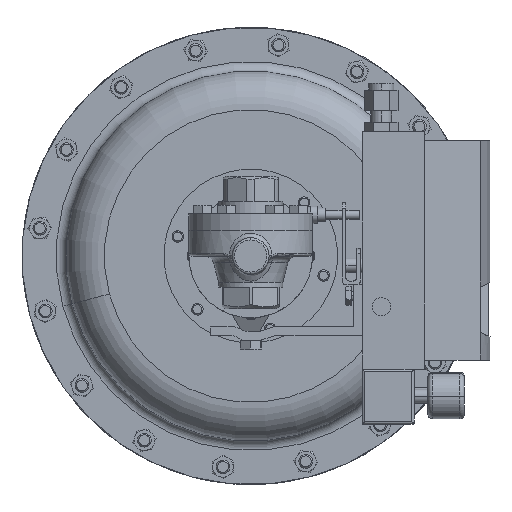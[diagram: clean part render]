
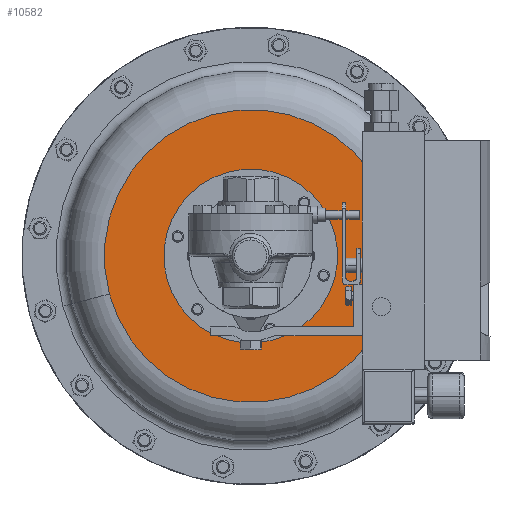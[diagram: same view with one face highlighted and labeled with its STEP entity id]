
A CAD part, front view. The second image highlights one B-rep face of the part: STEP entity #10582.
In plain terms, the highlighted planar face has unit normal (0, -1, 0).
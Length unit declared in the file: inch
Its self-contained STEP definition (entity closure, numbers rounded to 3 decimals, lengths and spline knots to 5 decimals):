
#921 = DIRECTION ( 'NONE',  ( -0.707, 0., 0.707 ) ) ;
#950 = DIRECTION ( 'NONE',  ( 0., 1., 0. ) ) ;
#998 = CARTESIAN_POINT ( 'NONE',  ( 1.54871, 8.96145, 3.65473 ) ) ;
#1467 = CARTESIAN_POINT ( 'NONE',  ( 1.54871, 8.96145, 3.65473 ) ) ;
#2927 = ORIENTED_EDGE ( 'NONE', *, *, #17929, .T. ) ;
#3191 = DIRECTION ( 'NONE',  ( -0.707, 0., 0.707 ) ) ;
#3942 = AXIS2_PLACEMENT_3D ( 'NONE', #26980, #30419, #30447 ) ;
#6205 = EDGE_LOOP ( 'NONE', ( #15374, #32007 ) ) ;
#7649 = AXIS2_PLACEMENT_3D ( 'NONE', #31917, #34670, #34878 ) ;
#8621 = EDGE_CURVE ( 'NONE', #33451, #16132, #21285, .T. ) ;
#10582 = ADVANCED_FACE ( 'NONE', ( #11904, #12720 ), #28423, .T. ) ;
#10696 = AXIS2_PLACEMENT_3D ( 'NONE', #998, #950, #921 ) ;
#11904 = FACE_OUTER_BOUND ( 'NONE', #6205, .T. ) ;
#12720 = FACE_BOUND ( 'NONE', #26963, .T. ) ;
#12755 = EDGE_CURVE ( 'NONE', #19187, #27690, #34066, .T. ) ;
#13029 = CARTESIAN_POINT ( 'NONE',  ( 3.22809, 8.96145, 1.97535 ) ) ;
#14663 = AXIS2_PLACEMENT_3D ( 'NONE', #26792, #26635, #26517 ) ;
#15374 = ORIENTED_EDGE ( 'NONE', *, *, #21552, .F. ) ;
#16132 = VERTEX_POINT ( 'NONE', #24672 ) ;
#17929 = EDGE_CURVE ( 'NONE', #16132, #33451, #27792, .T. ) ;
#19187 = VERTEX_POINT ( 'NONE', #28959 ) ;
#19200 = DIRECTION ( 'NONE',  ( 0., 1., 0. ) ) ;
#21285 = CIRCLE ( 'NONE', #23084, 2.375 ) ;
#21552 = EDGE_CURVE ( 'NONE', #27690, #19187, #29746, .T. ) ;
#23084 = AXIS2_PLACEMENT_3D ( 'NONE', #1467, #19200, #3191 ) ;
#24672 = CARTESIAN_POINT ( 'NONE',  ( -0.13067, 8.96145, 5.33411 ) ) ;
#26517 = DIRECTION ( 'NONE',  ( 0.966, 0., 0.259 ) ) ;
#26635 = DIRECTION ( 'NONE',  ( 0., -1., 0. ) ) ;
#26792 = CARTESIAN_POINT ( 'NONE',  ( 0.51343, 8.96145, 7.51844 ) ) ;
#26963 = EDGE_LOOP ( 'NONE', ( #32855, #2927 ) ) ;
#26980 = CARTESIAN_POINT ( 'NONE',  ( 1.54871, 8.96145, 3.65473 ) ) ;
#27690 = VERTEX_POINT ( 'NONE', #32879 ) ;
#27792 = CIRCLE ( 'NONE', #10696, 2.375 ) ;
#28423 = PLANE ( 'NONE',  #14663 ) ;
#28959 = CARTESIAN_POINT ( 'NONE',  ( 5.41241, 8.96145, 4.69001 ) ) ;
#29746 = CIRCLE ( 'NONE', #3942, 4. ) ;
#30419 = DIRECTION ( 'NONE',  ( 0., 1., 0. ) ) ;
#30447 = DIRECTION ( 'NONE',  ( -0.966, 0., -0.259 ) ) ;
#31917 = CARTESIAN_POINT ( 'NONE',  ( 1.54871, 8.96145, 3.65473 ) ) ;
#32007 = ORIENTED_EDGE ( 'NONE', *, *, #12755, .F. ) ;
#32855 = ORIENTED_EDGE ( 'NONE', *, *, #8621, .T. ) ;
#32879 = CARTESIAN_POINT ( 'NONE',  ( -2.31499, 8.96145, 2.61946 ) ) ;
#33451 = VERTEX_POINT ( 'NONE', #13029 ) ;
#34066 = CIRCLE ( 'NONE', #7649, 4. ) ;
#34670 = DIRECTION ( 'NONE',  ( 0., 1., 0. ) ) ;
#34878 = DIRECTION ( 'NONE',  ( -0.966, 0., -0.259 ) ) ;
